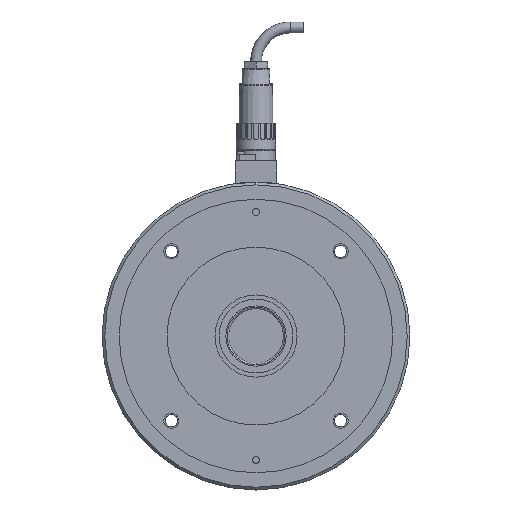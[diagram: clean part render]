
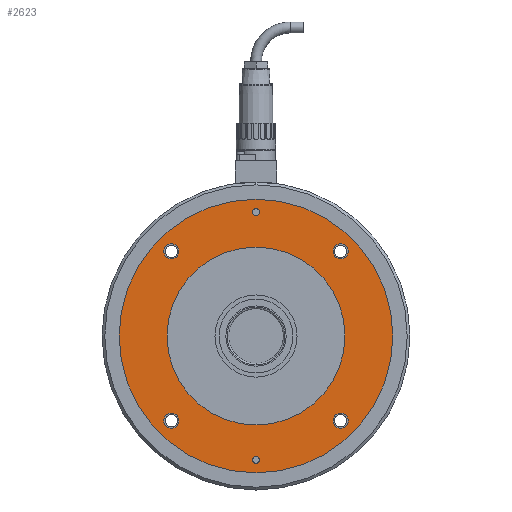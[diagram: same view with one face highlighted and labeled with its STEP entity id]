
A CAD part, left-side view. The second image highlights one B-rep face of the part: STEP entity #2623.
In plain terms, the highlighted face is planar.
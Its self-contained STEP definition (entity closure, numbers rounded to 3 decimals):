
#1833=CARTESIAN_POINT('',(3.1,65.0,0.0));
#1834=VERTEX_POINT('',#1833);
#1850=CARTESIAN_POINT('',(3.1,-65.0,0.));
#1851=VERTEX_POINT('',#1850);
#1858=CARTESIAN_POINT('',(3.1,0.0,0.0));
#1859=DIRECTION('',(1.0,0.0,0.0));
#1860=DIRECTION('',(0.0,1.0,0.0));
#1861=AXIS2_PLACEMENT_3D('',#1858,#1859,#1860);
#1862=CIRCLE('',#1861,65.0);
#1863=EDGE_CURVE('',#1851,#1834,#1862,.T.);
#1873=CARTESIAN_POINT('',(3.1,100.0,0.0));
#1874=VERTEX_POINT('',#1873);
#1883=CARTESIAN_POINT('',(3.1,-100.0,0.));
#1884=VERTEX_POINT('',#1883);
#1885=CARTESIAN_POINT('',(3.1,0.0,0.0));
#1886=DIRECTION('',(1.0,0.0,0.0));
#1887=DIRECTION('',(0.0,1.0,0.0));
#1888=AXIS2_PLACEMENT_3D('',#1885,#1886,#1887);
#1889=CIRCLE('',#1888,100.0);
#1890=EDGE_CURVE('',#1884,#1874,#1889,.T.);
#2041=CARTESIAN_POINT('',(3.1,0.,-93.076));
#2042=VERTEX_POINT('',#2041);
#2051=CARTESIAN_POINT('',(3.1,0.,-87.924));
#2052=VERTEX_POINT('',#2051);
#2053=CARTESIAN_POINT('',(3.1,0.,-90.5));
#2054=DIRECTION('',(-1.0,0.0,0.0));
#2055=DIRECTION('',(0.0,0.0,-1.0));
#2056=AXIS2_PLACEMENT_3D('',#2053,#2054,#2055);
#2057=CIRCLE('',#2056,2.577);
#2058=EDGE_CURVE('',#2052,#2042,#2057,.T.);
#2083=CARTESIAN_POINT('',(3.1,0.,87.924));
#2084=VERTEX_POINT('',#2083);
#2093=CARTESIAN_POINT('',(3.1,0.,93.076));
#2094=VERTEX_POINT('',#2093);
#2095=CARTESIAN_POINT('',(3.1,0.,90.5));
#2096=DIRECTION('',(-1.0,0.0,0.0));
#2097=DIRECTION('',(0.0,0.0,-1.0));
#2098=AXIS2_PLACEMENT_3D('',#2095,#2096,#2097);
#2099=CIRCLE('',#2098,2.577);
#2100=EDGE_CURVE('',#2094,#2084,#2099,.T.);
#2125=CARTESIAN_POINT('',(3.1,56.372,-61.872));
#2126=VERTEX_POINT('',#2125);
#2135=CARTESIAN_POINT('',(3.1,67.372,-61.872));
#2136=VERTEX_POINT('',#2135);
#2137=CARTESIAN_POINT('',(3.1,61.872,-61.872));
#2138=DIRECTION('',(-1.0,0.0,0.0));
#2139=DIRECTION('',(0.0,-1.0,0.0));
#2140=AXIS2_PLACEMENT_3D('',#2137,#2138,#2139);
#2141=CIRCLE('',#2140,5.5);
#2142=EDGE_CURVE('',#2136,#2126,#2141,.T.);
#2167=CARTESIAN_POINT('',(3.1,56.372,61.872));
#2168=VERTEX_POINT('',#2167);
#2177=CARTESIAN_POINT('',(3.1,67.372,61.872));
#2178=VERTEX_POINT('',#2177);
#2179=CARTESIAN_POINT('',(3.1,61.872,61.872));
#2180=DIRECTION('',(-1.0,0.0,0.0));
#2181=DIRECTION('',(0.0,-1.0,0.0));
#2182=AXIS2_PLACEMENT_3D('',#2179,#2180,#2181);
#2183=CIRCLE('',#2182,5.5);
#2184=EDGE_CURVE('',#2178,#2168,#2183,.T.);
#2209=CARTESIAN_POINT('',(3.1,-67.372,61.872));
#2210=VERTEX_POINT('',#2209);
#2219=CARTESIAN_POINT('',(3.1,-56.372,61.872));
#2220=VERTEX_POINT('',#2219);
#2221=CARTESIAN_POINT('',(3.1,-61.872,61.872));
#2222=DIRECTION('',(-1.0,0.0,0.0));
#2223=DIRECTION('',(0.0,-1.0,0.0));
#2224=AXIS2_PLACEMENT_3D('',#2221,#2222,#2223);
#2225=CIRCLE('',#2224,5.5);
#2226=EDGE_CURVE('',#2220,#2210,#2225,.T.);
#2251=CARTESIAN_POINT('',(3.1,-67.372,-61.872));
#2252=VERTEX_POINT('',#2251);
#2261=CARTESIAN_POINT('',(3.1,-56.372,-61.872));
#2262=VERTEX_POINT('',#2261);
#2263=CARTESIAN_POINT('',(3.1,-61.872,-61.872));
#2264=DIRECTION('',(-1.0,0.0,0.0));
#2265=DIRECTION('',(0.0,-1.0,0.0));
#2266=AXIS2_PLACEMENT_3D('',#2263,#2264,#2265);
#2267=CIRCLE('',#2266,5.5);
#2268=EDGE_CURVE('',#2262,#2252,#2267,.T.);
#2302=CARTESIAN_POINT('',(3.1,-61.872,-61.872));
#2303=DIRECTION('',(-1.0,0.0,0.0));
#2304=DIRECTION('',(0.0,-1.0,0.0));
#2305=AXIS2_PLACEMENT_3D('',#2302,#2303,#2304);
#2306=CIRCLE('',#2305,5.5);
#2307=EDGE_CURVE('',#2252,#2262,#2306,.T.);
#2326=CARTESIAN_POINT('',(3.1,-61.872,61.872));
#2327=DIRECTION('',(-1.0,0.0,0.0));
#2328=DIRECTION('',(0.0,-1.0,0.0));
#2329=AXIS2_PLACEMENT_3D('',#2326,#2327,#2328);
#2330=CIRCLE('',#2329,5.5);
#2331=EDGE_CURVE('',#2210,#2220,#2330,.T.);
#2350=CARTESIAN_POINT('',(3.1,61.872,61.872));
#2351=DIRECTION('',(-1.0,0.0,0.0));
#2352=DIRECTION('',(0.0,-1.0,0.0));
#2353=AXIS2_PLACEMENT_3D('',#2350,#2351,#2352);
#2354=CIRCLE('',#2353,5.5);
#2355=EDGE_CURVE('',#2168,#2178,#2354,.T.);
#2374=CARTESIAN_POINT('',(3.1,61.872,-61.872));
#2375=DIRECTION('',(-1.0,0.0,0.0));
#2376=DIRECTION('',(0.0,-1.0,0.0));
#2377=AXIS2_PLACEMENT_3D('',#2374,#2375,#2376);
#2378=CIRCLE('',#2377,5.5);
#2379=EDGE_CURVE('',#2126,#2136,#2378,.T.);
#2398=CARTESIAN_POINT('',(3.1,0.,90.5));
#2399=DIRECTION('',(-1.0,0.0,0.0));
#2400=DIRECTION('',(0.0,0.0,-1.0));
#2401=AXIS2_PLACEMENT_3D('',#2398,#2399,#2400);
#2402=CIRCLE('',#2401,2.577);
#2403=EDGE_CURVE('',#2084,#2094,#2402,.T.);
#2422=CARTESIAN_POINT('',(3.1,0.,-90.5));
#2423=DIRECTION('',(-1.0,0.0,0.0));
#2424=DIRECTION('',(0.0,0.0,-1.0));
#2425=AXIS2_PLACEMENT_3D('',#2422,#2423,#2424);
#2426=CIRCLE('',#2425,2.577);
#2427=EDGE_CURVE('',#2042,#2052,#2426,.T.);
#2570=CARTESIAN_POINT('',(3.1,0.0,0.0));
#2571=DIRECTION('',(1.0,0.0,0.0));
#2572=DIRECTION('',(0.0,1.0,0.0));
#2573=AXIS2_PLACEMENT_3D('',#2570,#2571,#2572);
#2574=CIRCLE('',#2573,100.0);
#2575=EDGE_CURVE('',#1874,#1884,#2574,.T.);
#2580=CARTESIAN_POINT('',(3.1,82.5,0.0));
#2581=DIRECTION('',(1.0,0.0,0.0));
#2582=DIRECTION('',(0.0,0.0,-1.0));
#2583=AXIS2_PLACEMENT_3D('',#2580,#2581,#2582);
#2584=PLANE('',#2583);
#2585=ORIENTED_EDGE('',*,*,#2575,.T.);
#2586=ORIENTED_EDGE('',*,*,#1890,.T.);
#2587=EDGE_LOOP('',(#2585,#2586));
#2588=FACE_OUTER_BOUND('',#2587,.T.);
#2589=ORIENTED_EDGE('',*,*,#2307,.T.);
#2590=ORIENTED_EDGE('',*,*,#2268,.T.);
#2591=EDGE_LOOP('',(#2589,#2590));
#2592=FACE_BOUND('',#2591,.T.);
#2593=ORIENTED_EDGE('',*,*,#2331,.T.);
#2594=ORIENTED_EDGE('',*,*,#2226,.T.);
#2595=EDGE_LOOP('',(#2593,#2594));
#2596=FACE_BOUND('',#2595,.T.);
#2597=ORIENTED_EDGE('',*,*,#2355,.T.);
#2598=ORIENTED_EDGE('',*,*,#2184,.T.);
#2599=EDGE_LOOP('',(#2597,#2598));
#2600=FACE_BOUND('',#2599,.T.);
#2601=ORIENTED_EDGE('',*,*,#2379,.T.);
#2602=ORIENTED_EDGE('',*,*,#2142,.T.);
#2603=EDGE_LOOP('',(#2601,#2602));
#2604=FACE_BOUND('',#2603,.T.);
#2605=ORIENTED_EDGE('',*,*,#2403,.T.);
#2606=ORIENTED_EDGE('',*,*,#2100,.T.);
#2607=EDGE_LOOP('',(#2605,#2606));
#2608=FACE_BOUND('',#2607,.T.);
#2609=ORIENTED_EDGE('',*,*,#2427,.T.);
#2610=ORIENTED_EDGE('',*,*,#2058,.T.);
#2611=EDGE_LOOP('',(#2609,#2610));
#2612=FACE_BOUND('',#2611,.T.);
#2613=CARTESIAN_POINT('',(3.1,0.0,0.0));
#2614=DIRECTION('',(1.0,0.0,0.0));
#2615=DIRECTION('',(0.0,1.0,0.0));
#2616=AXIS2_PLACEMENT_3D('',#2613,#2614,#2615);
#2617=CIRCLE('',#2616,65.0);
#2618=EDGE_CURVE('',#1834,#1851,#2617,.T.);
#2619=ORIENTED_EDGE('',*,*,#2618,.F.);
#2620=ORIENTED_EDGE('',*,*,#1863,.F.);
#2621=EDGE_LOOP('',(#2619,#2620));
#2622=FACE_BOUND('',#2621,.T.);
#2623=ADVANCED_FACE('',(#2588,#2592,#2596,#2600,#2604,#2608,#2612,#2622),#2584,.T.);
